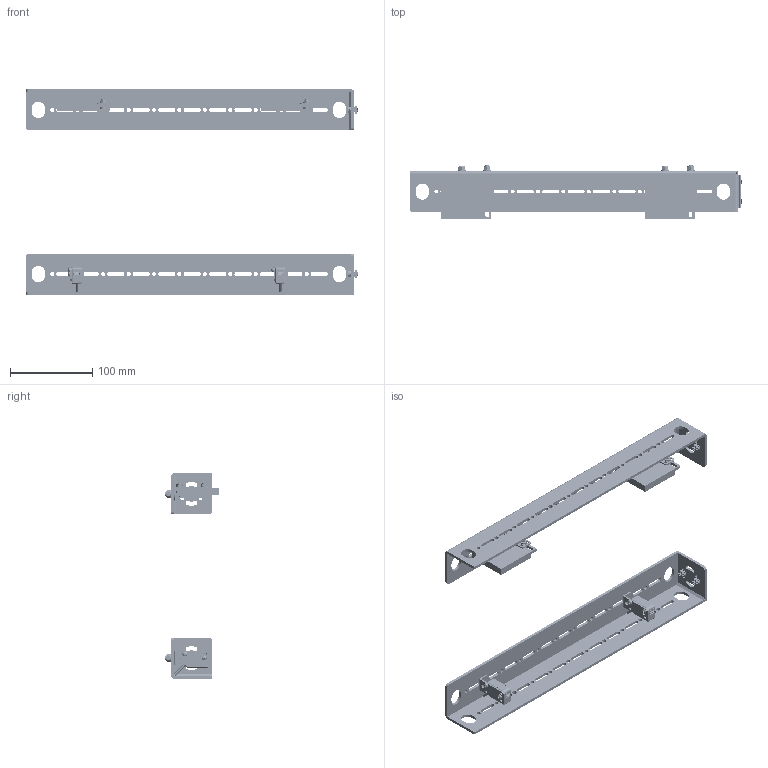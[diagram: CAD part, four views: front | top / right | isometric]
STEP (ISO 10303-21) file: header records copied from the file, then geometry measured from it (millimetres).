
FILE_DESCRIPTION((''),'2;1');
FILE_NAME('205514_ASM','2018-03-01T',('pdmadmin'),('BANNER ENGINEERING'),'CREO PARAMETRIC BY PTC INC, 2016260','CREO PARAMETRIC BY PTC INC, 2016260','');
FILE_SCHEMA(('CONFIG_CONTROL_DESIGN'));
Products named in the file (30): 202203; 204585; 204589; FH-M5X12; 204589_ASM; 202138_BODY; 127813; 127800_INSERT; 202138_ASM; 201889; 202891_ASM; 127812; 127818_CABLE; 08825; 60424; 127817_ASM; 130386; 202893_ASM; 204792; 204774; 39254; 134116; 175516; 205514-001_ASM; 40071; 48702; 40845; M4_NUT; 205514-002_ASM; 205514_ASM
Assembly tree (61 placements, depth 6):
  205514_ASM
    205514-001_ASM
      202203
      204585
      204589_ASM  x2
        204589
        FH-M5X12
      202893_ASM  x2
        202891_ASM
          202138_ASM
            202138_BODY
            127813
            127800_INSERT  x2
          201889
        127817_ASM
          127812
          127818_CABLE
          08825
          60424
        130386
      204792  x2
      204774  x2
      39254  x4
      134116  x4
      175516  x2
    205514-002_ASM
      202203
      204585
      204589_ASM  x2
        204589
        FH-M5X12
      40071  x2
      204792  x2
      204774  x2
      175516  x2
      48702  x4
      40845  x4
      M4_NUT  x4
Bounding box: 404.59 x 64.72 x 250 mm (x, y, z)
Volume: 318652.4 mm3; surface area: 219061.6 mm2
Topology: 66 solids, 82 shells, 4706 faces, 13466 edges, 8946 vertices
Faces by surface type: cylinder 1886, plane 1868, cone 438, bspline 294, torus 122, sphere 98
Entity records: 79600 total; most frequent: CARTESIAN_POINT 34761, ORIENTED_EDGE 9475, DIRECTION 8528, EDGE_CURVE 4952, VERTEX_POINT 3222, AXIS2_PLACEMENT_3D 2980, VECTOR 2568, LINE 2568
